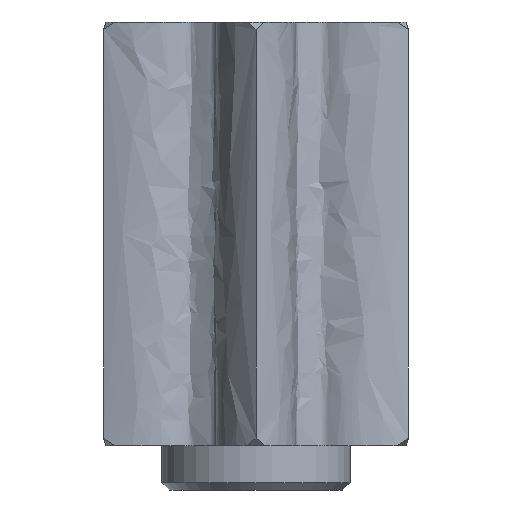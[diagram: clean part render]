
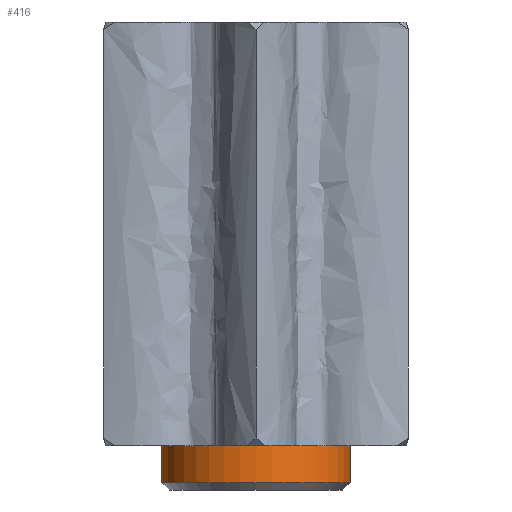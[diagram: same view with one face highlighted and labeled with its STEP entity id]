
A CAD part, front view. The second image highlights one B-rep face of the part: STEP entity #416.
In plain terms, the highlighted cylindrical face has radius 3.175 mm (diameter 6.35 mm), a partial arc.
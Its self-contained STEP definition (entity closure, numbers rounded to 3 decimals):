
#194 = DIRECTION ( 'NONE',  ( -1., 0., 0. ) ) ;
#338 = ORIENTED_EDGE ( 'NONE', *, *, #1936, .F. ) ;
#364 = ORIENTED_EDGE ( 'NONE', *, *, #1174, .T. ) ;
#365 = DIRECTION ( 'NONE',  ( 0., 0., 1. ) ) ;
#402 = AXIS2_PLACEMENT_3D ( 'NONE', #1116, #1617, #2134 ) ;
#416 = ADVANCED_FACE ( 'NONE', ( #1028 ), #1676, .T. ) ;
#426 = CARTESIAN_POINT ( 'NONE',  ( 3.175, 0., -8.394 ) ) ;
#514 = LINE ( 'NONE', #1326, #1304 ) ;
#535 = CARTESIAN_POINT ( 'NONE',  ( 0., 0., -8.394 ) ) ;
#606 = EDGE_CURVE ( 'NONE', #1265, #1604, #1892, .T. ) ;
#629 = VERTEX_POINT ( 'NONE', #1029 ) ;
#713 = VERTEX_POINT ( 'NONE', #1014 ) ;
#757 = LINE ( 'NONE', #1264, #1125 ) ;
#797 = DIRECTION ( 'NONE',  ( 0., 0., -1. ) ) ;
#980 = DIRECTION ( 'NONE',  ( 0., 0., 1. ) ) ;
#1014 = CARTESIAN_POINT ( 'NONE',  ( -3.175, 0., -7.144 ) ) ;
#1028 = FACE_OUTER_BOUND ( 'NONE', #1625, .T. ) ;
#1029 = CARTESIAN_POINT ( 'NONE',  ( 3.175, 0., -7.144 ) ) ;
#1116 = CARTESIAN_POINT ( 'NONE',  ( 0., 0., -8.644 ) ) ;
#1125 = VECTOR ( 'NONE', #1598, 1000. ) ;
#1174 = EDGE_CURVE ( 'NONE', #629, #713, #1861, .T. ) ;
#1264 = CARTESIAN_POINT ( 'NONE',  ( 3.175, 0., -8.644 ) ) ;
#1265 = VERTEX_POINT ( 'NONE', #1932 ) ;
#1304 = VECTOR ( 'NONE', #980, 1000. ) ;
#1326 = CARTESIAN_POINT ( 'NONE',  ( -3.175, 0., -8.644 ) ) ;
#1384 = EDGE_CURVE ( 'NONE', #1604, #629, #757, .T. ) ;
#1492 = DIRECTION ( 'NONE',  ( -1., 0., 0. ) ) ;
#1587 = AXIS2_PLACEMENT_3D ( 'NONE', #1780, #797, #1492 ) ;
#1598 = DIRECTION ( 'NONE',  ( 0., 0., 1. ) ) ;
#1604 = VERTEX_POINT ( 'NONE', #426 ) ;
#1617 = DIRECTION ( 'NONE',  ( 0., 0., 1. ) ) ;
#1625 = EDGE_LOOP ( 'NONE', ( #338, #1970, #2166, #364 ) ) ;
#1676 = CYLINDRICAL_SURFACE ( 'NONE', #402, 3.175 ) ;
#1780 = CARTESIAN_POINT ( 'NONE',  ( 0., 0., -7.144 ) ) ;
#1861 = CIRCLE ( 'NONE', #1587, 3.175 ) ;
#1892 = CIRCLE ( 'NONE', #1990, 3.175 ) ;
#1932 = CARTESIAN_POINT ( 'NONE',  ( -3.175, 0., -8.394 ) ) ;
#1936 = EDGE_CURVE ( 'NONE', #1265, #713, #514, .T. ) ;
#1970 = ORIENTED_EDGE ( 'NONE', *, *, #606, .T. ) ;
#1990 = AXIS2_PLACEMENT_3D ( 'NONE', #535, #365, #194 ) ;
#2134 = DIRECTION ( 'NONE',  ( 1., 0., 0. ) ) ;
#2166 = ORIENTED_EDGE ( 'NONE', *, *, #1384, .T. ) ;
